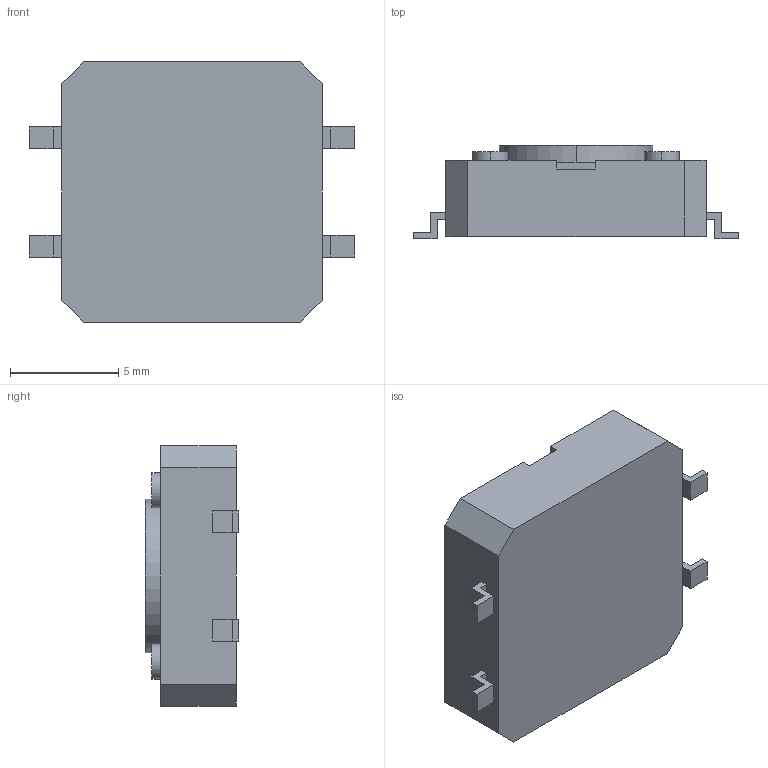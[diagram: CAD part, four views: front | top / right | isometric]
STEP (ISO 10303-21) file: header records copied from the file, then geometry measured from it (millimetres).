
FILE_DESCRIPTION (( 'STEP AP203' ), '1' );
FILE_NAME ('B3FS_4002P.step', '2013-07-18T10:35:56', ( 'OSMC1.0 TAKUMI' ), ( 'TAKUMI-Engniaring' ), 'SwSTEP 2.0', 'SolidWorks 2002025', '' );
FILE_SCHEMA (( 'CONFIG_CONTROL_DESIGN' ));
Length unit declared in the file: millimetre
Products named in the file (1): B3FS_4002P
Bounding box: 15 x 4.3 x 12 mm (x, y, z)
Volume: 522.7 mm3; surface area: 522.8 mm2
Topology: 1 solids, 1 shells, 86 faces, 222 edges, 148 vertices
Faces by surface type: plane 76, cylinder 10
Entity records: 2663 total; most frequent: CARTESIAN_POINT 457, ORIENTED_EDGE 444, DIRECTION 416, EDGE_CURVE 222, LINE 202, VECTOR 202, VERTEX_POINT 148, AXIS2_PLACEMENT_3D 107
